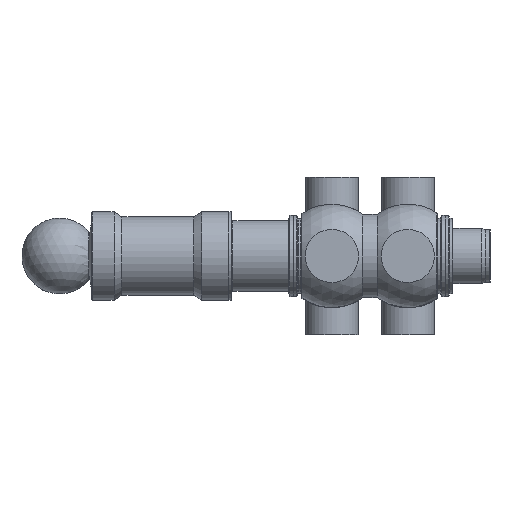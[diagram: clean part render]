
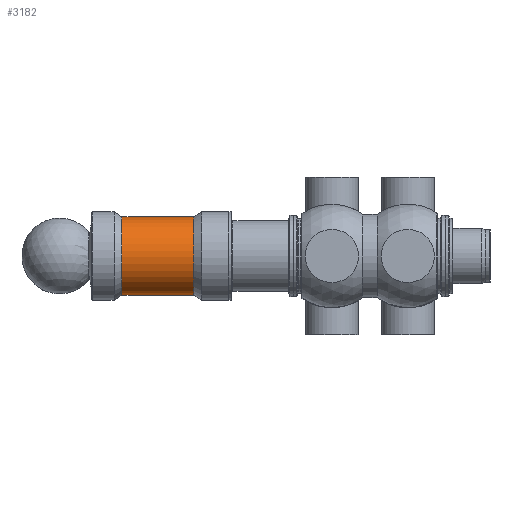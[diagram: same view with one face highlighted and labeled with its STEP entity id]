
A CAD part, left-side view. The second image highlights one B-rep face of the part: STEP entity #3182.
In plain terms, the highlighted cylindrical face has radius 75 mm (diameter 150 mm), a full revolution.
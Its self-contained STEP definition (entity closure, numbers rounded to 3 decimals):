
#687=FACE_BOUND('',#1468,.T.);
#960=FACE_OUTER_BOUND('',#1467,.T.);
#1467=EDGE_LOOP('',(#2792));
#1468=EDGE_LOOP('',(#2793));
#1757=CIRCLE('',#3726,75.);
#1758=CIRCLE('',#3728,75.);
#2022=VERTEX_POINT('',#5792);
#2023=VERTEX_POINT('',#5795);
#2287=EDGE_CURVE('',#2022,#2022,#1757,.T.);
#2288=EDGE_CURVE('',#2023,#2023,#1758,.T.);
#2792=ORIENTED_EDGE('',*,*,#2288,.F.);
#2793=ORIENTED_EDGE('',*,*,#2287,.T.);
#2922=CYLINDRICAL_SURFACE('',#3727,75.);
#3182=ADVANCED_FACE('',(#960,#687),#2922,.T.);
#3726=AXIS2_PLACEMENT_3D('',#5793,#4837,#4838);
#3727=AXIS2_PLACEMENT_3D('',#5794,#4839,#4840);
#3728=AXIS2_PLACEMENT_3D('',#5796,#4841,#4842);
#4837=DIRECTION('center_axis',(0.,1.,0.));
#4838=DIRECTION('ref_axis',(-1.,0.,0.));
#4839=DIRECTION('center_axis',(0.,1.,0.));
#4840=DIRECTION('ref_axis',(-1.,0.,0.));
#4841=DIRECTION('center_axis',(0.,1.,0.));
#4842=DIRECTION('ref_axis',(-1.,0.,0.));
#5792=CARTESIAN_POINT('',(-75.,67.,0.));
#5793=CARTESIAN_POINT('Origin',(0.,67.,0.));
#5794=CARTESIAN_POINT('Origin',(0.,135.5,0.));
#5795=CARTESIAN_POINT('',(-75.,204.,0.));
#5796=CARTESIAN_POINT('Origin',(0.,204.,0.));
